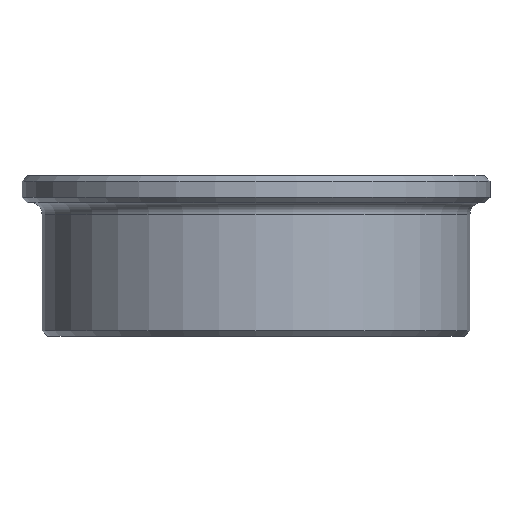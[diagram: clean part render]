
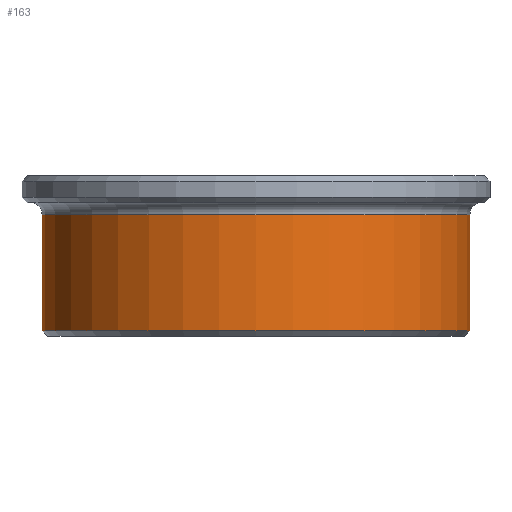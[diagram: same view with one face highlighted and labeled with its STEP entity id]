
A CAD part, front view. The second image highlights one B-rep face of the part: STEP entity #163.
In plain terms, the highlighted cylindrical face has radius 80 mm (diameter 160 mm), a full revolution.
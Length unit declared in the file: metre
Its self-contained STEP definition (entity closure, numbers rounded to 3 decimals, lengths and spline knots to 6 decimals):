
#163=ADVANCED_FACE('',(#199,#200),#201,.T.);
#199=FACE_OUTER_BOUND('',#2779,.T.);
#200=FACE_OUTER_BOUND('',#2780,.T.);
#201=CYLINDRICAL_SURFACE('',#2781,0.08);
#2779=EDGE_LOOP('',(#5384));
#2780=EDGE_LOOP('',(#5385));
#2781=AXIS2_PLACEMENT_3D('',#5386,#5387,#5388);
#5384=ORIENTED_EDGE('',*,*,#5437,.T.);
#5385=ORIENTED_EDGE('',*,*,#5438,.F.);
#5386=CARTESIAN_POINT('',(0.0,0.0,0.));
#5387=DIRECTION('',(0.0,0.,-1.0));
#5388=DIRECTION('',(0.0,1.0,0.));
#5437=EDGE_CURVE('',#5476,#5476,#5477,.T.);
#5438=EDGE_CURVE('',#5478,#5478,#5479,.T.);
#5476=VERTEX_POINT('',#5748);
#5477=CIRCLE('',#5749,0.08);
#5478=VERTEX_POINT('',#5750);
#5479=CIRCLE('',#5751,0.08);
#5748=CARTESIAN_POINT('',(0.0,0.08,0.0455));
#5749=AXIS2_PLACEMENT_3D('',#5795,#5796,#5797);
#5750=CARTESIAN_POINT('',(0.0,0.08,0.002));
#5751=AXIS2_PLACEMENT_3D('',#5798,#5799,#5800);
#5795=CARTESIAN_POINT('',(0.0,0.0,0.0455));
#5796=DIRECTION('',(0.0,0.,-1.0));
#5797=DIRECTION('',(0.0,1.0,0.));
#5798=CARTESIAN_POINT('',(0.0,0.0,0.002));
#5799=DIRECTION('',(0.0,0.,-1.0));
#5800=DIRECTION('',(0.0,1.0,0.));
